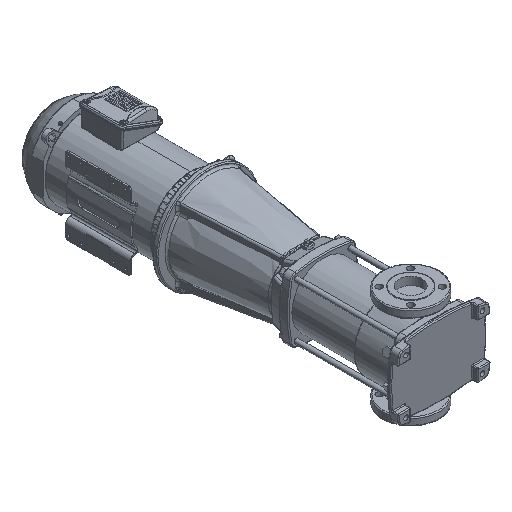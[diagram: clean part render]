
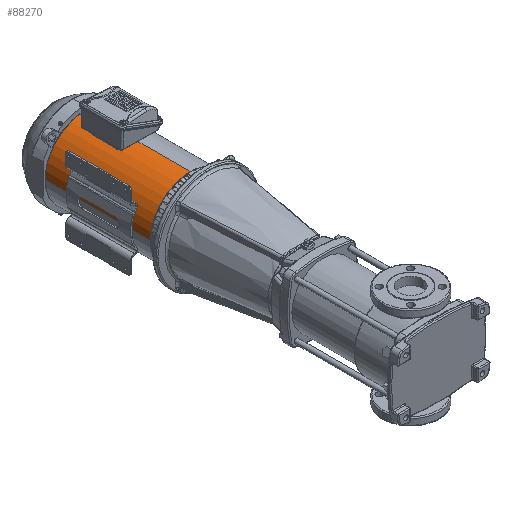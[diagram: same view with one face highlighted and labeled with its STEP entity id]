
A CAD part, isometric view. The second image highlights one B-rep face of the part: STEP entity #88270.
In plain terms, the highlighted cylindrical face has radius 124.3 mm (diameter 248.6 mm), a partial arc.
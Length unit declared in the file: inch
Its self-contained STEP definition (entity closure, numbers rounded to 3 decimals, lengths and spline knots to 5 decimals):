
#13182 = EDGE_CURVE ( 'NONE', #69281, #104232, #69750, .T. ) ;
#15420 = CARTESIAN_POINT ( 'NONE',  ( 38.30292, -0.74874, 0. ) ) ;
#21930 = CARTESIAN_POINT ( 'NONE',  ( 38.30292, -0.74874, 4.8937 ) ) ;
#34496 = AXIS2_PLACEMENT_3D ( 'NONE', #111553, #100006, #146923 ) ;
#38291 = EDGE_CURVE ( 'NONE', #69281, #150231, #115088, .T. ) ;
#41412 = DIRECTION ( 'NONE',  ( -1., 0., 0. ) ) ;
#49463 = ORIENTED_EDGE ( 'NONE', *, *, #13182, .F. ) ;
#53759 = AXIS2_PLACEMENT_3D ( 'NONE', #108575, #130140, #85477 ) ;
#54461 = CARTESIAN_POINT ( 'NONE',  ( 6.01795, -0.74874, 4.8937 ) ) ;
#65079 = CARTESIAN_POINT ( 'NONE',  ( -6.94937, -0.74874, 4.8937 ) ) ;
#69281 = VERTEX_POINT ( 'NONE', #118594 ) ;
#69750 = LINE ( 'NONE', #82801, #71742 ) ;
#71742 = VECTOR ( 'NONE', #129722, 39.37008 ) ;
#73807 = DIRECTION ( 'NONE',  ( 0., 0., 1. ) ) ;
#78418 = CARTESIAN_POINT ( 'NONE',  ( -6.94937, -5.64244, 0.00085 ) ) ;
#81362 = VERTEX_POINT ( 'NONE', #65079 ) ;
#82801 = CARTESIAN_POINT ( 'NONE',  ( 38.30292, -5.64244, 0.00085 ) ) ;
#85477 = DIRECTION ( 'NONE',  ( 0., -1., 0. ) ) ;
#88270 = ADVANCED_FACE ( 'NONE', ( #108403 ), #109951, .T. ) ;
#92578 = EDGE_LOOP ( 'NONE', ( #141893, #133556, #126583, #49463 ) ) ;
#100006 = DIRECTION ( 'NONE',  ( -1., 0., 0. ) ) ;
#103240 = CIRCLE ( 'NONE', #34496, 4.8937 ) ;
#104232 = VERTEX_POINT ( 'NONE', #78418 ) ;
#105284 = EDGE_CURVE ( 'NONE', #104232, #81362, #103240, .T. ) ;
#106761 = AXIS2_PLACEMENT_3D ( 'NONE', #15420, #146091, #73807 ) ;
#108403 = FACE_OUTER_BOUND ( 'NONE', #92578, .T. ) ;
#108575 = CARTESIAN_POINT ( 'NONE',  ( 6.01795, -0.74874, 0. ) ) ;
#109951 = CYLINDRICAL_SURFACE ( 'NONE', #106761, 4.8937 ) ;
#111553 = CARTESIAN_POINT ( 'NONE',  ( -6.94937, -0.74874, 0. ) ) ;
#115088 = CIRCLE ( 'NONE', #53759, 4.8937 ) ;
#118594 = CARTESIAN_POINT ( 'NONE',  ( 6.01795, -5.64244, 0.00085 ) ) ;
#122278 = EDGE_CURVE ( 'NONE', #150231, #81362, #149521, .T. ) ;
#126583 = ORIENTED_EDGE ( 'NONE', *, *, #105284, .F. ) ;
#129722 = DIRECTION ( 'NONE',  ( -1., 0., 0. ) ) ;
#130140 = DIRECTION ( 'NONE',  ( -1., 0., 0. ) ) ;
#133556 = ORIENTED_EDGE ( 'NONE', *, *, #122278, .T. ) ;
#141730 = VECTOR ( 'NONE', #41412, 39.37008 ) ;
#141893 = ORIENTED_EDGE ( 'NONE', *, *, #38291, .T. ) ;
#146091 = DIRECTION ( 'NONE',  ( -1., 0., 0. ) ) ;
#146923 = DIRECTION ( 'NONE',  ( 0., -1., 0. ) ) ;
#149521 = LINE ( 'NONE', #21930, #141730 ) ;
#150231 = VERTEX_POINT ( 'NONE', #54461 ) ;
